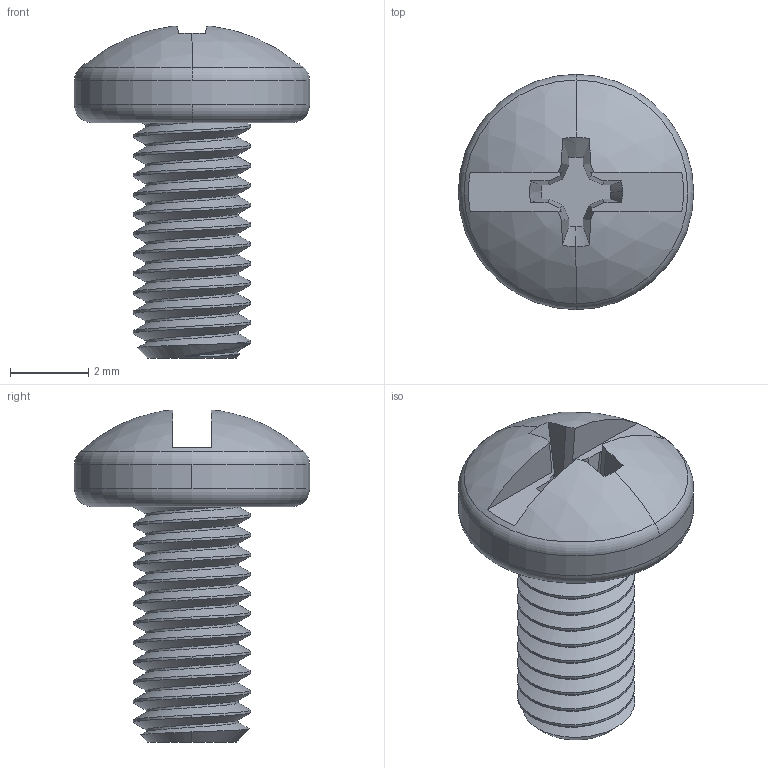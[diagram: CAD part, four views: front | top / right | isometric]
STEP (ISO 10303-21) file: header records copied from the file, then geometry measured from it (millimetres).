
FILE_DESCRIPTION (( 'STEP AP203' ), '1' );
FILE_NAME ('90604A722_Pan Head Combination Phillips Slotted Screws.STEP', '2021-09-08T11:56:44', ( 'Administrator' ), ( 'Managed by Terraform' ), 'SwSTEP 2.0', 'SolidWorks 2017', '' );
FILE_SCHEMA (( 'CONFIG_CONTROL_DESIGN' ));
Length unit declared in the file: millimetre
Products named in the file (1): 90604A722_Pan Head Combination Phillips Slotted Screws
Bounding box: 6 x 6 x 8.47 mm (x, y, z)
Volume: 80.4 mm3; surface area: 182.4 mm2
Topology: 1 solids, 1 shells, 68 faces, 191 edges, 126 vertices
Faces by surface type: cylinder 26, plane 25, cone 8, torus 4, bspline 3, sphere 2
Entity records: 3785 total; most frequent: CARTESIAN_POINT 2093, ORIENTED_EDGE 382, DIRECTION 307, EDGE_CURVE 191, VERTEX_POINT 126, AXIS2_PLACEMENT_3D 115, LINE 77, VECTOR 77
